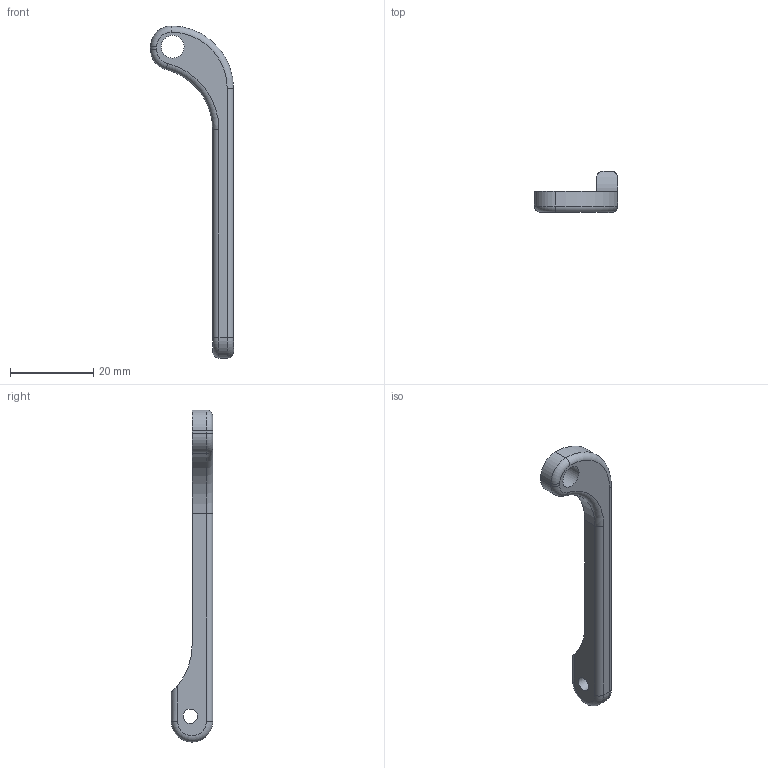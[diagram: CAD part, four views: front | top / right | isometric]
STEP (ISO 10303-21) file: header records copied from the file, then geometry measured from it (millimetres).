
FILE_DESCRIPTION(/* description */ (''),/* implementation_level */ '2;1');
FILE_NAME(/* name */ 'ADM_ACKERMAN_BAR_RIGHT.stp',/* time_stamp */ '2024-10-18T18:02:48-05:00',/* author */ ('yulio'),/* organization */ (''),/* preprocessor_version */ 'ST-DEVELOPER v20',/* originating_system */ 'Autodesk Inventor 2024',/* authorisation */ '');
FILE_SCHEMA (('AUTOMOTIVE_DESIGN { 1 0 10303 214 3 1 1 }'));
Length unit declared in the file: millimetre
Products named in the file (1): Barras ackermann
Bounding box: 20 x 10 x 80 mm (x, y, z)
Volume: 2769 mm3; surface area: 2077.4 mm2
Topology: 1 solids, 1 shells, 25 faces, 59 edges, 36 vertices
Faces by surface type: cylinder 13, torus 6, plane 6
Full cylindrical faces by diameter (mm): 3.5 x1, 5.5 x1
Entity records: 792 total; most frequent: DIRECTION 141, CARTESIAN_POINT 141, ORIENTED_EDGE 118, EDGE_CURVE 59, AXIS2_PLACEMENT_3D 58, VERTEX_POINT 36, CIRCLE 32, EDGE_LOOP 29
